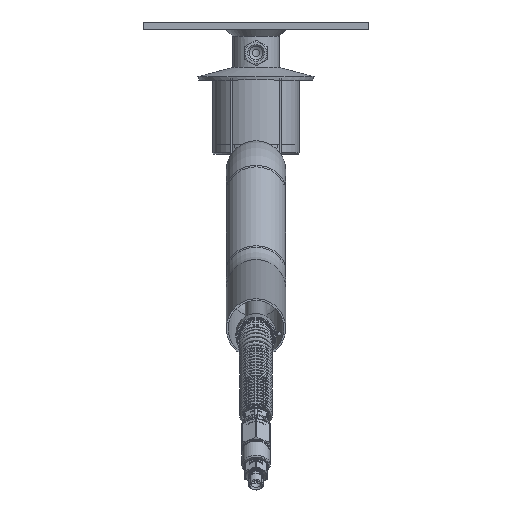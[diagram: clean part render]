
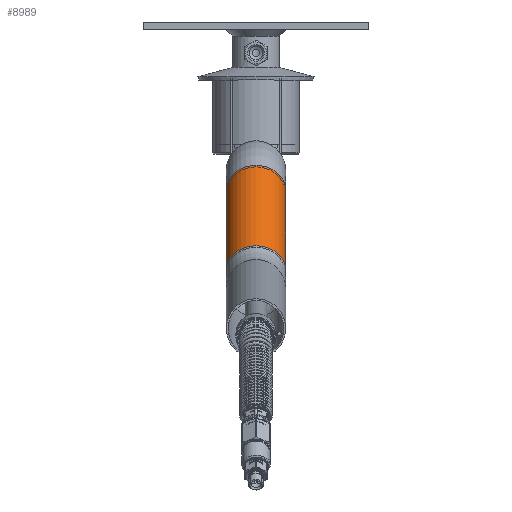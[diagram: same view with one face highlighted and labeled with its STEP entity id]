
A CAD part, top view. The second image highlights one B-rep face of the part: STEP entity #8989.
In plain terms, the highlighted cylindrical face has radius 25 mm (diameter 50 mm), a full revolution.
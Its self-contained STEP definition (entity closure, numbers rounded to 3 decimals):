
#1209=CYLINDRICAL_SURFACE('',#9940,25.);
#1490=FACE_BOUND('',#2667,.T.);
#1917=FACE_OUTER_BOUND('',#2666,.T.);
#2666=EDGE_LOOP('',(#6850));
#2667=EDGE_LOOP('',(#6851));
#3408=CIRCLE('',#9939,25.);
#3409=CIRCLE('',#9941,25.);
#4140=VERTEX_POINT('',#16069);
#4141=VERTEX_POINT('',#16072);
#5120=EDGE_CURVE('',#4140,#4140,#3408,.T.);
#5121=EDGE_CURVE('',#4141,#4141,#3409,.T.);
#6850=ORIENTED_EDGE('',*,*,#5120,.T.);
#6851=ORIENTED_EDGE('',*,*,#5121,.F.);
#8989=ADVANCED_FACE('',(#1917,#1490),#1209,.T.);
#9939=AXIS2_PLACEMENT_3D('',#16070,#11968,#11969);
#9940=AXIS2_PLACEMENT_3D('',#16071,#11970,#11971);
#9941=AXIS2_PLACEMENT_3D('',#16073,#11972,#11973);
#11968=DIRECTION('center_axis',(0.,0.574,
-0.819));
#11969=DIRECTION('ref_axis',(0.,0.819,0.574));
#11970=DIRECTION('center_axis',(0.,-0.574,
0.819));
#11971=DIRECTION('ref_axis',(0.,0.819,0.574));
#11972=DIRECTION('center_axis',(0.,0.574,
-0.819));
#11973=DIRECTION('ref_axis',(0.,0.819,0.574));
#16069=CARTESIAN_POINT('',(0.,-114.405,795.539));
#16070=CARTESIAN_POINT('Origin',(0.,-93.926,
809.878));
#16071=CARTESIAN_POINT('Origin',(0.,-26.176,
713.122));
#16072=CARTESIAN_POINT('',(0.,-46.655,698.782));
#16073=CARTESIAN_POINT('Origin',(0.,-26.176,
713.122));
